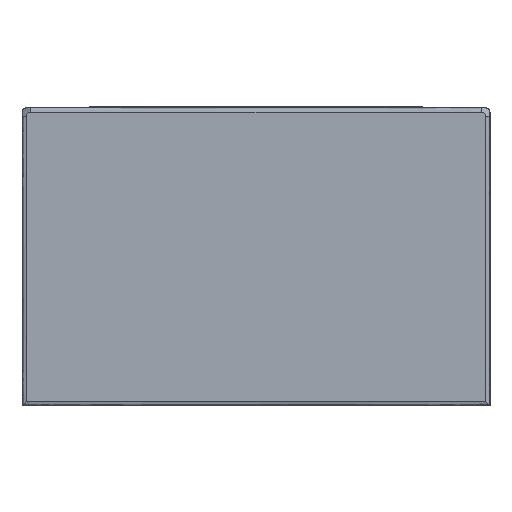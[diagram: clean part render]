
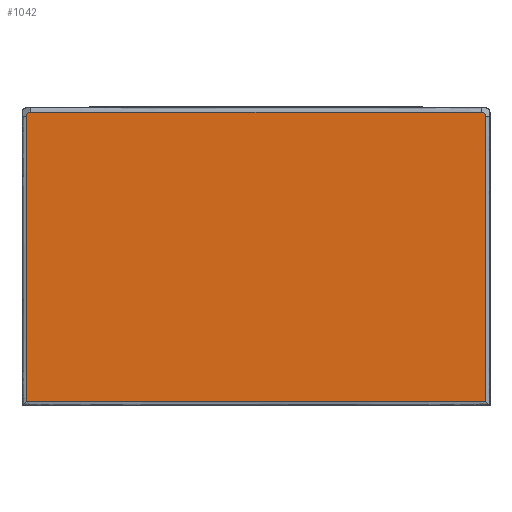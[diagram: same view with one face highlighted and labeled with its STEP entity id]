
A CAD part, left-side view. The second image highlights one B-rep face of the part: STEP entity #1042.
In plain terms, the highlighted planar face has unit normal (-1, 0, 0).
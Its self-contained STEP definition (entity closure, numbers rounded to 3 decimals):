
#62=CIRCLE('',#1125,0.005);
#68=CIRCLE('',#1133,0.005);
#254=PLANE('',#1142);
#301=FACE_OUTER_BOUND('',#362,.T.);
#362=EDGE_LOOP('',(#850,#851,#852,#853,#854,#855));
#423=B_SPLINE_CURVE_WITH_KNOTS('',3,(#1833,#1834,#1835,#1836),
 .UNSPECIFIED.,.F.,.F.,(4,4),(0.,0.034),
 .UNSPECIFIED.);
#430=B_SPLINE_CURVE_WITH_KNOTS('',3,(#1915,#1916,#1917,#1918),
 .UNSPECIFIED.,.F.,.F.,(4,4),(-0.034,0.),
 .UNSPECIFIED.);
#433=B_SPLINE_CURVE_WITH_KNOTS('',3,(#1965,#1966,#1967,#1968),
 .UNSPECIFIED.,.F.,.F.,(4,4),(0.,0.055),
 .UNSPECIFIED.);
#436=B_SPLINE_CURVE_WITH_KNOTS('',3,(#2017,#2018,#2019,#2020),
 .UNSPECIFIED.,.F.,.F.,(4,4),(-0.054,-0.001),
 .UNSPECIFIED.);
#471=VERTEX_POINT('',#1679);
#472=VERTEX_POINT('',#1680);
#487=VERTEX_POINT('',#1832);
#489=VERTEX_POINT('',#1865);
#490=VERTEX_POINT('',#1866);
#496=VERTEX_POINT('',#1914);
#576=EDGE_CURVE('',#471,#472,#62,.T.);
#594=EDGE_CURVE('',#487,#471,#423,.T.);
#597=EDGE_CURVE('',#489,#490,#68,.T.);
#604=EDGE_CURVE('',#490,#496,#430,.T.);
#607=EDGE_CURVE('',#496,#487,#433,.T.);
#610=EDGE_CURVE('',#472,#489,#436,.T.);
#850=ORIENTED_EDGE('',*,*,#597,.F.);
#851=ORIENTED_EDGE('',*,*,#610,.F.);
#852=ORIENTED_EDGE('',*,*,#576,.F.);
#853=ORIENTED_EDGE('',*,*,#594,.F.);
#854=ORIENTED_EDGE('',*,*,#607,.F.);
#855=ORIENTED_EDGE('',*,*,#604,.F.);
#1042=ADVANCED_FACE('',(#301),#254,.F.);
#1125=AXIS2_PLACEMENT_3D('',#1681,#1234,#1235);
#1133=AXIS2_PLACEMENT_3D('',#1867,#1250,#1251);
#1142=AXIS2_PLACEMENT_3D('',#2208,#1286,#1287);
#1234=DIRECTION('center_axis',(1.,0.,0.));
#1235=DIRECTION('ref_axis',(0.,0.707,0.707));
#1250=DIRECTION('center_axis',(1.,0.,0.));
#1251=DIRECTION('ref_axis',(0.,-0.707,0.707));
#1286=DIRECTION('center_axis',(1.,0.,0.));
#1287=DIRECTION('ref_axis',(0.,0.,1.));
#1679=CARTESIAN_POINT('',(0.,0.545,0.34));
#1680=CARTESIAN_POINT('',(0.,0.54,0.345));
#1681=CARTESIAN_POINT('Origin',(0.,0.54,0.34));
#1832=CARTESIAN_POINT('',(0.,0.545,0.005));
#1833=CARTESIAN_POINT('Ctrl Pts',(0.,0.545,0.005));
#1834=CARTESIAN_POINT('Ctrl Pts',(0.,0.545,0.117));
#1835=CARTESIAN_POINT('Ctrl Pts',(0.,0.545,0.228));
#1836=CARTESIAN_POINT('Ctrl Pts',(0.,0.545,0.34));
#1865=CARTESIAN_POINT('',(0.,0.01,0.345));
#1866=CARTESIAN_POINT('',(0.,0.005,0.34));
#1867=CARTESIAN_POINT('Origin',(0.,0.01,0.34));
#1914=CARTESIAN_POINT('',(0.,0.005,0.005));
#1915=CARTESIAN_POINT('Ctrl Pts',(0.,0.005,0.34));
#1916=CARTESIAN_POINT('Ctrl Pts',(0.,0.005,0.228));
#1917=CARTESIAN_POINT('Ctrl Pts',(0.,0.005,0.117));
#1918=CARTESIAN_POINT('Ctrl Pts',(0.,0.005,0.005));
#1965=CARTESIAN_POINT('Ctrl Pts',(0.,0.005,0.005));
#1966=CARTESIAN_POINT('Ctrl Pts',(0.,0.185,0.005));
#1967=CARTESIAN_POINT('Ctrl Pts',(0.,0.365,0.005));
#1968=CARTESIAN_POINT('Ctrl Pts',(0.,0.545,0.005));
#2017=CARTESIAN_POINT('Ctrl Pts',(0.,0.54,0.345));
#2018=CARTESIAN_POINT('Ctrl Pts',(0.,0.363,0.345));
#2019=CARTESIAN_POINT('Ctrl Pts',(0.,0.187,0.345));
#2020=CARTESIAN_POINT('Ctrl Pts',(0.,0.01,0.345));
#2208=CARTESIAN_POINT('Origin',(0.,0.,0.));
